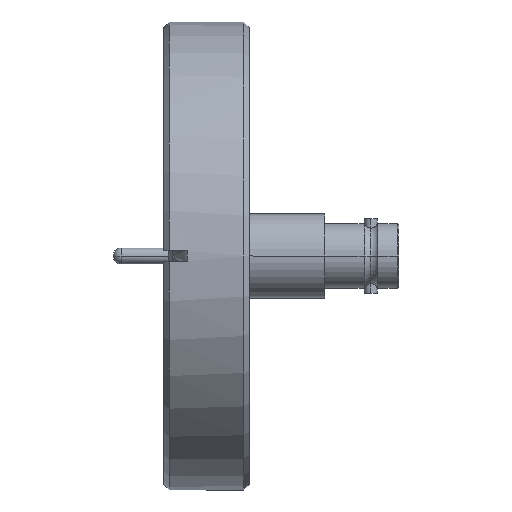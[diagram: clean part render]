
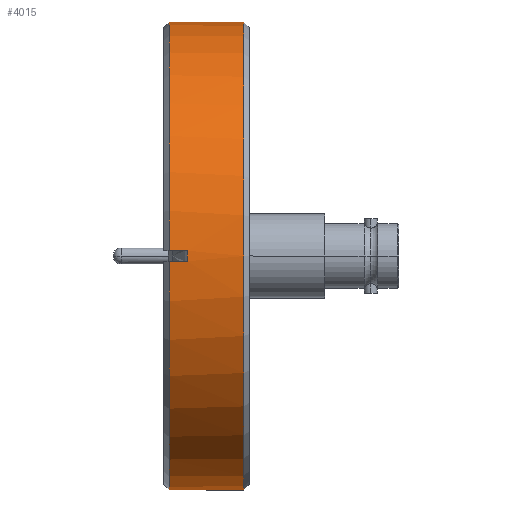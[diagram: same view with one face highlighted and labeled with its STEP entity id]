
A CAD part, left-side view. The second image highlights one B-rep face of the part: STEP entity #4015.
In plain terms, the highlighted cylindrical face has radius 34.925 mm (diameter 69.85 mm), a partial arc.
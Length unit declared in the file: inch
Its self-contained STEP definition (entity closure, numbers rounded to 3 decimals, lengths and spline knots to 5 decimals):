
#157 = CARTESIAN_POINT ( 'NONE',  ( 0., -0.419, 0. ) ) ;
#158 = DIRECTION ( 'NONE',  ( 0., 1., 0. ) ) ;
#159 = DIRECTION ( 'NONE',  ( 0., 0., 1. ) ) ;
#161 = CARTESIAN_POINT ( 'NONE',  ( 0., 0.021, 0. ) ) ;
#162 = DIRECTION ( 'NONE',  ( 0., 1., 0. ) ) ;
#163 = DIRECTION ( 'NONE',  ( 0., 0., 1. ) ) ;
#240 = FACE_OUTER_BOUND ( 'NONE', #1652, .T. ) ;
#247 = CYLINDRICAL_SURFACE ( 'NONE', #2730, 1.375 ) ;
#706 = VERTEX_POINT ( 'NONE', #4130 ) ;
#797 = CARTESIAN_POINT ( 'NONE',  ( -1.37465, -0.08748, -0.031 ) ) ;
#798 = CARTESIAN_POINT ( 'NONE',  ( -1.37465, 0.021, 0.031 ) ) ;
#826 = CARTESIAN_POINT ( 'NONE',  ( -1.37465, -0.08748, 0.031 ) ) ;
#1034 = AXIS2_PLACEMENT_3D ( 'NONE', #157, #158, #159 ) ;
#1035 = AXIS2_PLACEMENT_3D ( 'NONE', #161, #162, #163 ) ;
#1067 = AXIS2_PLACEMENT_3D ( 'NONE', #1327, #1328, #1329 ) ;
#1303 = DIRECTION ( 'NONE',  ( 0., 1., 0. ) ) ;
#1309 = CARTESIAN_POINT ( 'NONE',  ( 0., 0., 1.375 ) ) ;
#1311 = DIRECTION ( 'NONE',  ( 0., 1., 0. ) ) ;
#1327 = CARTESIAN_POINT ( 'NONE',  ( 0., 0.021, 0. ) ) ;
#1328 = DIRECTION ( 'NONE',  ( 0., 1., 0. ) ) ;
#1329 = DIRECTION ( 'NONE',  ( 0., 0., 1. ) ) ;
#1332 = DIRECTION ( 'NONE',  ( 0., -1., 0. ) ) ;
#1336 = CARTESIAN_POINT ( 'NONE',  ( -1.37465, 0., 0.031 ) ) ;
#1337 = CARTESIAN_POINT ( 'NONE',  ( -1.37512, -0.08752, -0.01035 ) ) ;
#1338 = CARTESIAN_POINT ( 'NONE',  ( -1.37512, -0.08752, 0.01032 ) ) ;
#1343 = CARTESIAN_POINT ( 'NONE',  ( -1.37465, -0.08748, -0.031 ) ) ;
#1345 = CARTESIAN_POINT ( 'NONE',  ( -1.37465, -0.08748, 0.031 ) ) ;
#1346 = CARTESIAN_POINT ( 'NONE',  ( -1.37465, 0., -0.031 ) ) ;
#1347 = DIRECTION ( 'NONE',  ( 0., -1., 0. ) ) ;
#1430 = DIRECTION ( 'NONE',  ( 0., 0., 1. ) ) ;
#1434 = DIRECTION ( 'NONE',  ( 0., 1., 0. ) ) ;
#1435 = CARTESIAN_POINT ( 'NONE',  ( 0., 0., 0. ) ) ;
#1652 = EDGE_LOOP ( 'NONE', ( #3875, #3861, #3859, #3975, #3958, #3977, #3959, #3847 ) ) ;
#2263 = EDGE_CURVE ( 'NONE', #4234, #706, #3530, .T. ) ;
#2264 = EDGE_CURVE ( 'NONE', #4387, #4204, #3531, .T. ) ;
#2437 = EDGE_CURVE ( 'NONE', #4234, #4236, #3692, .T. ) ;
#2443 = EDGE_CURVE ( 'NONE', #706, #4204, #3704, .T. ) ;
#2446 = EDGE_CURVE ( 'NONE', #4236, #4228, #3702, .T. ) ;
#2451 = EDGE_CURVE ( 'NONE', #4387, #4426, #3714, .T. ) ;
#2452 = EDGE_CURVE ( 'NONE', #4385, #4426, #4157, .T. ) ;
#2453 = EDGE_CURVE ( 'NONE', #4228, #4385, #3710, .T. ) ;
#2730 = AXIS2_PLACEMENT_3D ( 'NONE', #1435, #1434, #1430 ) ;
#3280 = CARTESIAN_POINT ( 'NONE',  ( 0., 0., -1.375 ) ) ;
#3379 = CARTESIAN_POINT ( 'NONE',  ( 0., 0.021, 1.375 ) ) ;
#3406 = CARTESIAN_POINT ( 'NONE',  ( -1.37465, 0.021, -0.031 ) ) ;
#3412 = CARTESIAN_POINT ( 'NONE',  ( 0., -0.419, -1.375 ) ) ;
#3414 = CARTESIAN_POINT ( 'NONE',  ( 0., 0.021, -1.375 ) ) ;
#3530 = CIRCLE ( 'NONE', #1034, 1.375 ) ;
#3531 = CIRCLE ( 'NONE', #1035, 1.375 ) ;
#3692 = LINE ( 'NONE', #3280, #3696 ) ;
#3696 = VECTOR ( 'NONE', #1303, 39.37008 ) ;
#3702 = CIRCLE ( 'NONE', #1067, 1.375 ) ;
#3704 = LINE ( 'NONE', #1309, #3706 ) ;
#3706 = VECTOR ( 'NONE', #1311, 39.37008 ) ;
#3710 = LINE ( 'NONE', #1346, #3715 ) ;
#3714 = LINE ( 'NONE', #1336, #3716 ) ;
#3715 = VECTOR ( 'NONE', #1347, 39.37008 ) ;
#3716 = VECTOR ( 'NONE', #1332, 39.37008 ) ;
#3847 = ORIENTED_EDGE ( 'NONE', *, *, #2446, .F. ) ;
#3859 = ORIENTED_EDGE ( 'NONE', *, *, #2443, .T. ) ;
#3861 = ORIENTED_EDGE ( 'NONE', *, *, #2263, .T. ) ;
#3875 = ORIENTED_EDGE ( 'NONE', *, *, #2437, .F. ) ;
#3958 = ORIENTED_EDGE ( 'NONE', *, *, #2451, .T. ) ;
#3959 = ORIENTED_EDGE ( 'NONE', *, *, #2453, .F. ) ;
#3975 = ORIENTED_EDGE ( 'NONE', *, *, #2264, .F. ) ;
#3977 = ORIENTED_EDGE ( 'NONE', *, *, #2452, .F. ) ;
#4015 = ADVANCED_FACE ( 'NONE', ( #240 ), #247, .T. ) ;
#4130 = CARTESIAN_POINT ( 'NONE',  ( 0., -0.419, 1.375 ) ) ;
#4157 = B_SPLINE_CURVE_WITH_KNOTS ( 'NONE', 3,
 ( #1343, #1337, #1338, #1345 ),
 .UNSPECIFIED., .F., .F.,
 ( 4, 4 ),
 ( 0.11473, 0.1163 ),
 .UNSPECIFIED. ) ;
#4204 = VERTEX_POINT ( 'NONE', #3379 ) ;
#4228 = VERTEX_POINT ( 'NONE', #3406 ) ;
#4234 = VERTEX_POINT ( 'NONE', #3412 ) ;
#4236 = VERTEX_POINT ( 'NONE', #3414 ) ;
#4385 = VERTEX_POINT ( 'NONE', #797 ) ;
#4387 = VERTEX_POINT ( 'NONE', #798 ) ;
#4426 = VERTEX_POINT ( 'NONE', #826 ) ;
